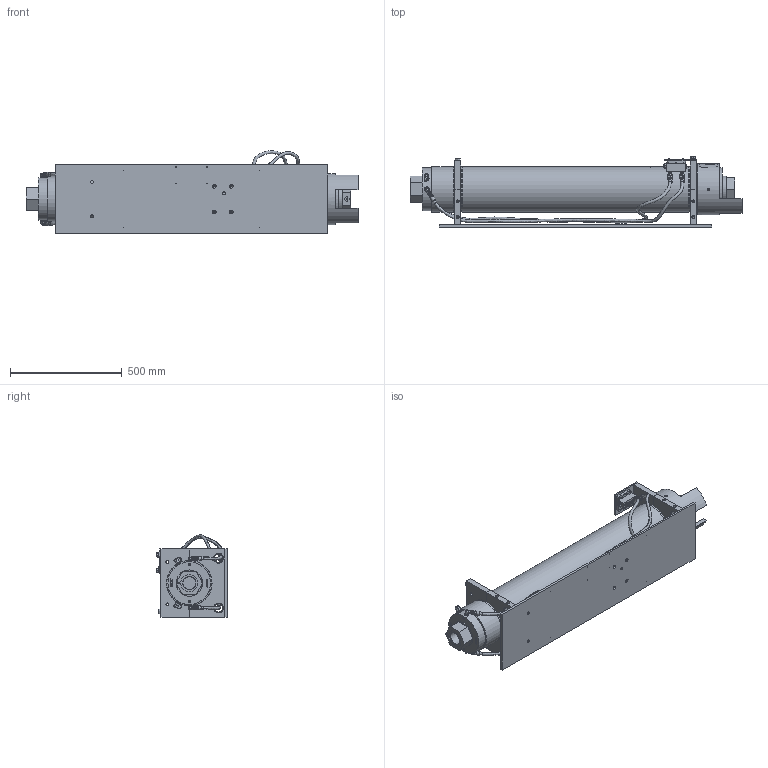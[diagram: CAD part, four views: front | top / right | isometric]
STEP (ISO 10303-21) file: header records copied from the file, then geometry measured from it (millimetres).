
FILE_DESCRIPTION (( 'STEP AP203' ), '1' );
FILE_NAME ('LW60XXB32DPG.STEP', '2019-09-20T13:56:41', ( 'Schroeder Industries' ), ( 'SI' ), 'SwSTEP 2.0', 'SolidWorks 2018', '' );
FILE_SCHEMA (( 'CONFIG_CONTROL_DESIGN' ));
Products named in the file (1): LW60XXB32DPG
Bounding box: 1483.23 x 313.53 x 368.07 mm (x, y, z)
Volume: 51543183.6 mm3; surface area: 3032613.2 mm2
Topology: 51 solids, 51 shells, 4918 faces, 12850 edges, 8508 vertices
Faces by surface type: plane 2721, bspline 1166, cylinder 611, cone 394, torus 22, sphere 4
Full cylindrical faces by diameter (mm): 0.762 x1, 1.524 x2, 2.413 x4, 2.778 x4, 3.175 x4, 3.969 x4, 4.166 x8, 4.318 x4, 4.369 x4, 4.445 x2, 4.826 x4, 6.35 x2, 7.137 x2, 8.151 x2, 8.179 x4, 8.433 x4, 9.246 x12, 9.921 x4, 10.668 x1, 10.716 x16, 11.112 x5, 11.113 x10, 11.125 x2, 11.176 x2, 11.303 x2, 11.43 x2, 11.573 x2, 12.7 x22, 12.859 x2, 13.081 x4
Entity records: 224505 total; most frequent: CARTESIAN_POINT 113380, ORIENTED_EDGE 24840, DIRECTION 18623, EDGE_CURVE 12420, VERTEX_POINT 8430, LINE 6865, VECTOR 6865, AXIS2_PLACEMENT_3D 5879
